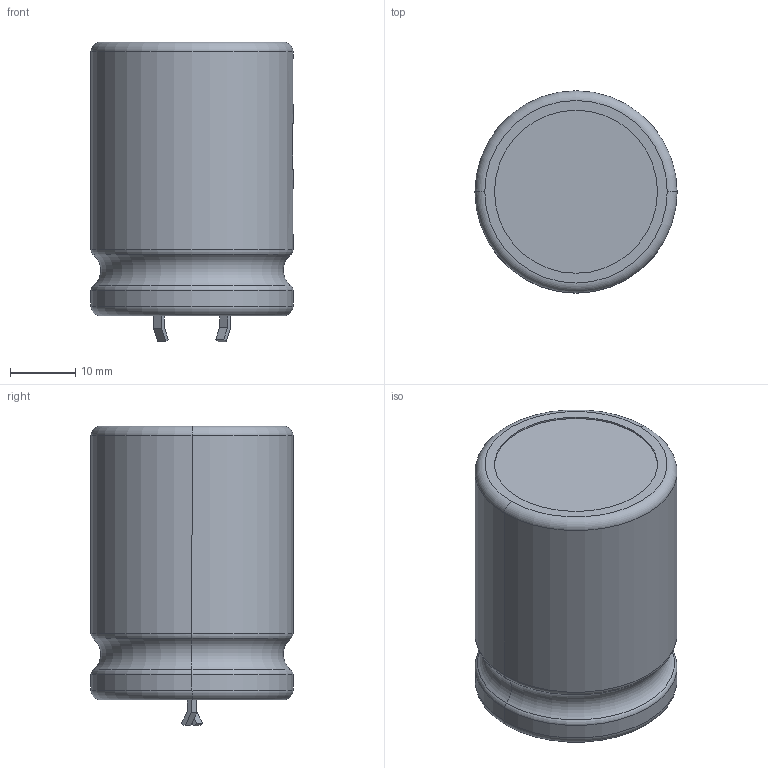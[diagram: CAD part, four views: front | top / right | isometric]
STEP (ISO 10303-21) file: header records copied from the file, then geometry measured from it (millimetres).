
FILE_DESCRIPTION((''),'2;1');
FILE_NAME('CAPPR1000-3100X4200.stp','2014-04-01T11:23:20',(''),(''),'Mechanical Desktop 2011','Mechanical Desktop 2011',', , ');
FILE_SCHEMA(('AUTOMOTIVE_DESIGN { 1 2 10303 214 1 1 1 1 }'));
Length unit declared in the file: millimetre
Products named in the file (1): Product
Bounding box: 31 x 31 x 46 mm (x, y, z)
Volume: 30971 mm3; surface area: 7762.6 mm2
Topology: 8 solids, 8 shells, 79 faces, 171 edges, 110 vertices
Faces by surface type: plane 40, cylinder 21, torus 10, bspline 8
Entity records: 2213 total; most frequent: DIRECTION 387, CARTESIAN_POINT 385, ORIENTED_EDGE 342, EDGE_CURVE 171, AXIS2_PLACEMENT_3D 144, VERTEX_POINT 110, VECTOR 99, LINE 99
